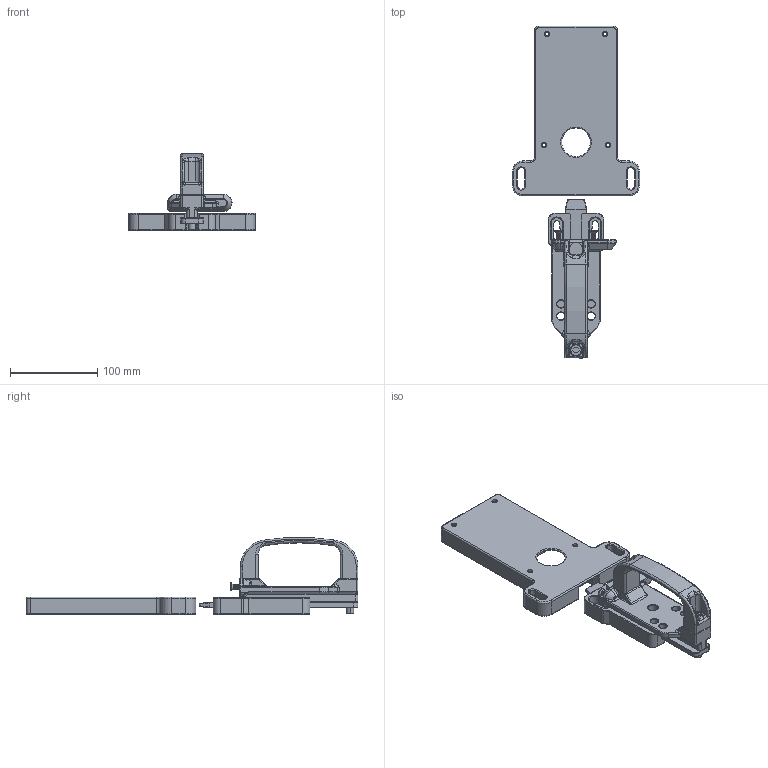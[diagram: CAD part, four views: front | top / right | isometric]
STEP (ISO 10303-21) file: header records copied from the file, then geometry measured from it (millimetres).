
FILE_DESCRIPTION (( 'STEP AP203' ), '1' );
FILE_NAME ('527001 UGB2-SFH-M.STEP', '2022-05-23T08:26:26', ( '' ), ( '' ), 'SwSTEP 2.0', 'SolidWorks 2021', '' );
FILE_SCHEMA (( 'CONFIG_CONTROL_DESIGN' ));
Length unit declared in the file: millimetre
Products named in the file (1): 527001 UGB2-SFH-M
Bounding box: 146 x 381.19 x 88.25 mm (x, y, z)
Volume: 338592.3 mm3; surface area: 152912.5 mm2
Topology: 9 solids, 9 shells, 1125 faces, 2678 edges, 1528 vertices
Faces by surface type: cylinder 505, plane 246, torus 169, bspline 154, cone 45, sphere 6
Entity records: 42875 total; most frequent: CARTESIAN_POINT 18381, ORIENTED_EDGE 5216, DIRECTION 5141, EDGE_CURVE 2608, AXIS2_PLACEMENT_3D 2014, VERTEX_POINT 1526, EDGE_LOOP 1192, ADVANCED_FACE 1125
